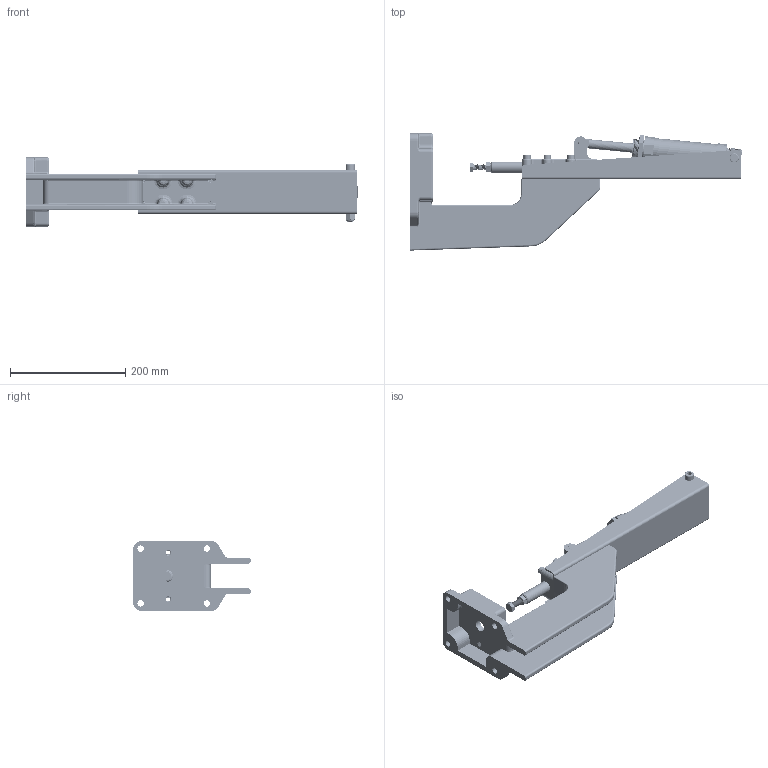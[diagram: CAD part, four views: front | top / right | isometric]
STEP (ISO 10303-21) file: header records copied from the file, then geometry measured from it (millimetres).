
FILE_DESCRIPTION (( 'STEP AP203' ), '1' );
FILE_NAME ('CH-31200PR-A.STEP', '2010-06-11T09:43:30', ( '微软用户' ), ( '微软中国' ), 'SwSTEP 2.0', 'SolidWorks 2008', '' );
FILE_SCHEMA (( 'CONFIG_CONTROL_DESIGN' ));
Products named in the file (19): CH-31200-04_默认; CH-31200HL-A-02_默认; M10 Lock Nut; CH-31200HL-A-05; M10X75_默认; M33; CH-31200-06_默认; CH-31200PR-01_默认; CH-31200PR-A; CH-31200HL-A-01_默认; CH-31200-03_默认; CH-31200-02_默认; M10X90; CH-31200HL-A-03; CH-31200HL-A-04_默认; M10_默认; M8X45_默认; CH-31200-05_默认; CH-31200HL-04_默认
Assembly tree (26 placements, depth 2):
  CH-31200PR-A
    CH-31200PR-01_默认
    CH-31200-04_默认
    CH-31200HL-A-03
    CH-31200HL-04_默认  x2
    M8X45_默认  x6
    CH-31200-05_默认
    CH-31200-06_默认  x2
    M10X75_默认
    M10 Lock Nut
    CH-31200HL-A-01_默认
    CH-31200HL-A-05  x2
    M33
    M10X90
    M10_默认
    CH-31200-03_默认
    CH-31200HL-A-04_默认
    CH-31200HL-A-02_默认
    CH-31200-02_默认
Bounding box: 575.38 x 203.15 x 120 mm (x, y, z)
Volume: 1583201.5 mm3; surface area: 461494.8 mm2
Topology: 26 solids, 26 shells, 2978 faces, 8331 edges, 5402 vertices
Faces by surface type: cylinder 1473, plane 862, bspline 364, cone 218, torus 61
Entity records: 138887 total; most frequent: CARTESIAN_POINT 86769, ORIENTED_EDGE 12150, DIRECTION 8525, EDGE_CURVE 6075, VERTEX_POINT 3946, AXIS2_PLACEMENT_3D 3058, VECTOR 2409, LINE 2409
